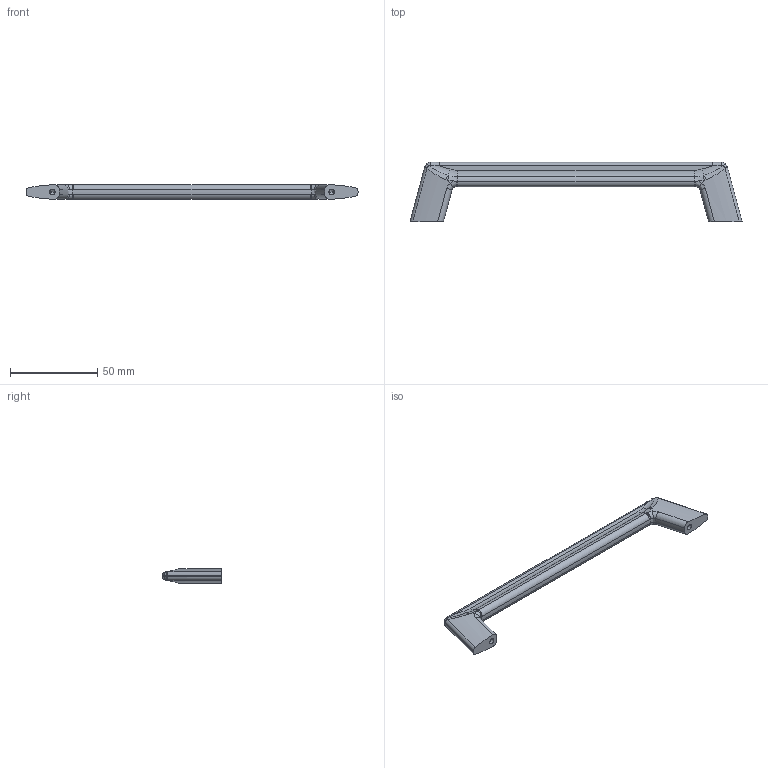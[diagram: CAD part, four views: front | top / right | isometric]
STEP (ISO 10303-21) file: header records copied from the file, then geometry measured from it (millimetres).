
FILE_DESCRIPTION(('Creo Elements/Direct Modeling STEP Export'),'2;1');
FILE_NAME('2472-190.stp','2019-09-20T10:09:48',(''),(''),'Creo Elements/Direct Modeling STEP processor for AP214 (Solid Model)','Creo Elements/Direct Modeling 20.0 12-Nov-2016 (C) Parametric Technology GmbH','');
FILE_SCHEMA(('AUTOMOTIVE_DESIGN { 1 0 10303 214 1 1 1 1 }'));
Length unit declared in the file: millimetre
Products named in the file (1): 2472-190
Bounding box: 190.12 x 34 x 8.45 mm (x, y, z)
Volume: 18787.3 mm3; surface area: 8763.5 mm2
Topology: 1 solids, 1 shells, 104 faces, 252 edges, 150 vertices
Faces by surface type: cylinder 45, bspline 42, plane 9, torus 4, cone 4
Entity records: 4786 total; most frequent: CARTESIAN_POINT 2685, ORIENTED_EDGE 496, DIRECTION 344, EDGE_CURVE 248, VERTEX_POINT 150, AXIS2_PLACEMENT_3D 141, EDGE_LOOP 108, FACE_OUTER_BOUND 104
